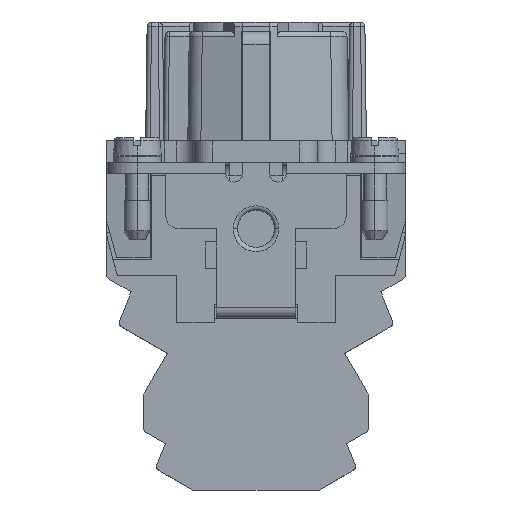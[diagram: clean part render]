
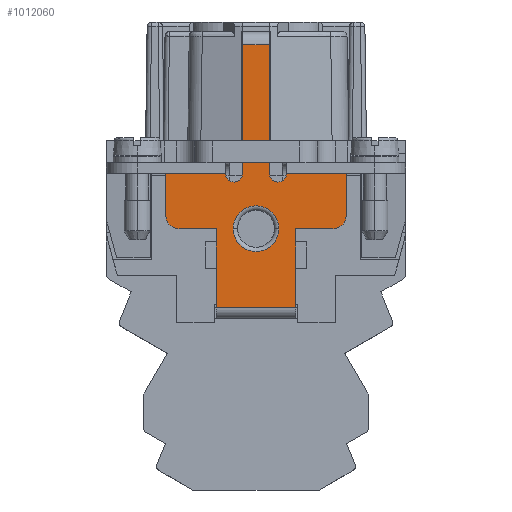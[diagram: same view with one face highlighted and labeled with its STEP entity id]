
A CAD part, left-side view. The second image highlights one B-rep face of the part: STEP entity #1012060.
In plain terms, the highlighted planar face has unit normal (-1, 0, 0).
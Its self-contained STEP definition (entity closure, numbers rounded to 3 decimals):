
#888340=CARTESIAN_POINT('',(7.746,53.084,
6.9));
#888350=VERTEX_POINT('',#888340);
#921040=CARTESIAN_POINT('',(7.746,53.084,
-20.6));
#921050=DIRECTION('',(0.,0.,-1.));
#921060=VECTOR('',#921050,1.);
#921070=LINE('',#921040,#921060);
#921080=CARTESIAN_POINT('',(7.746,53.084,
3.9));
#921090=VERTEX_POINT('',#921080);
#921100=EDGE_CURVE('',#888350,#921090,#921070,.T.);
#925780=CARTESIAN_POINT('',(7.746,45.084,
-3.9));
#925790=VERTEX_POINT('',#925780);
#925820=CARTESIAN_POINT('',(7.746,92.583,
-3.9));
#925830=DIRECTION('',(0.,1.,0.));
#925840=VECTOR('',#925830,1.);
#925850=LINE('',#925820,#925840);
#925860=CARTESIAN_POINT('',(7.746,38.334,
-3.9));
#925870=VERTEX_POINT('',#925860);
#925880=EDGE_CURVE('',#925870,#925790,#925850,.T.);
#930160=CARTESIAN_POINT('',(7.746,58.834,
0.9));
#930170=VERTEX_POINT('',#930160);
#930350=CARTESIAN_POINT('',(7.746,57.334,
2.4));
#930360=VERTEX_POINT('',#930350);
#930390=CARTESIAN_POINT('',(7.746,57.334,
0.9));
#930400=DIRECTION('',(1.,0.,0.));
#930410=DIRECTION('',(0.,1.,0.));
#930420=AXIS2_PLACEMENT_3D('',#930390,#930400,#930410);
#930430=CIRCLE('',#930420,1.5);
#930440=EDGE_CURVE('',#930170,#930360,#930430,.T.);
#936450=CARTESIAN_POINT('',(7.746,44.084,
11.4));
#936460=VERTEX_POINT('',#936450);
#936490=CARTESIAN_POINT('',(7.746,92.583,
11.4));
#936500=DIRECTION('',(0.,-1.,0.));
#936510=VECTOR('',#936500,1.);
#936520=LINE('',#936490,#936510);
#936530=CARTESIAN_POINT('',(7.746,53.084,
11.4));
#936540=VERTEX_POINT('',#936530);
#936550=EDGE_CURVE('',#936540,#936460,#936520,.T.);
#940090=CARTESIAN_POINT('',(7.746,51.184,
2.4));
#940100=VERTEX_POINT('',#940090);
#940270=CARTESIAN_POINT('',(7.746,45.984,
2.4));
#940280=VERTEX_POINT('',#940270);
#940310=CARTESIAN_POINT('',(7.746,48.584,
2.4));
#940320=DIRECTION('',(-1.,0.,0.));
#940330=DIRECTION('',(0.,-1.,0.));
#940340=AXIS2_PLACEMENT_3D('',#940310,#940320,#940330);
#940350=CIRCLE('',#940340,2.6);
#940360=EDGE_CURVE('',#940100,#940280,#940350,.T.);
#944640=CARTESIAN_POINT('',(7.746,44.084,
6.9));
#944650=VERTEX_POINT('',#944640);
#946970=CARTESIAN_POINT('',(7.746,50.084,
-18.5));
#946980=VERTEX_POINT('',#946970);
#947030=CARTESIAN_POINT('',(7.746,92.583,
-18.5));
#947040=DIRECTION('',(0.,-1.,0.));
#947050=VECTOR('',#947040,1.);
#947060=LINE('',#947030,#947050);
#947070=CARTESIAN_POINT('',(7.746,47.084,
-18.5));
#947080=VERTEX_POINT('',#947070);
#947090=EDGE_CURVE('',#946980,#947080,#947060,.T.);
#954500=CARTESIAN_POINT('',(7.746,39.834,
2.4));
#954510=VERTEX_POINT('',#954500);
#954690=CARTESIAN_POINT('',(7.746,38.334,
0.9));
#954700=VERTEX_POINT('',#954690);
#954730=CARTESIAN_POINT('',(7.746,39.834,
0.9));
#954740=DIRECTION('',(1.,0.,0.));
#954750=DIRECTION('',(0.,1.,0.));
#954760=AXIS2_PLACEMENT_3D('',#954730,#954740,#954750);
#954770=CIRCLE('',#954760,1.5);
#954780=EDGE_CURVE('',#954510,#954700,#954770,.T.);
#956660=CARTESIAN_POINT('',(7.746,50.084,
-20.6));
#956670=DIRECTION('',(0.,0.,1.));
#956680=VECTOR('',#956670,1.);
#956690=LINE('',#956660,#956680);
#956700=CARTESIAN_POINT('',(7.746,50.084,
-3.9));
#956710=VERTEX_POINT('',#956700);
#956720=EDGE_CURVE('',#946980,#956710,#956690,.T.);
#960850=CARTESIAN_POINT('',(7.746,52.084,
-3.9));
#960860=VERTEX_POINT('',#960850);
#983580=CARTESIAN_POINT('',(7.746,38.334,
-20.6));
#983590=DIRECTION('',(0.,0.,-1.));
#983600=VECTOR('',#983590,1.);
#983610=LINE('',#983580,#983600);
#983620=EDGE_CURVE('',#954700,#925870,#983610,.T.);
#984200=CARTESIAN_POINT('',(7.746,44.084,
2.4));
#984210=VERTEX_POINT('',#984200);
#984330=CARTESIAN_POINT('',(7.746,92.583,
2.4));
#984340=DIRECTION('',(0.,-1.,0.));
#984350=VECTOR('',#984340,1.);
#984360=LINE('',#984330,#984350);
#984370=EDGE_CURVE('',#984210,#954510,#984360,.T.);
#989390=CARTESIAN_POINT('',(7.746,47.084,
-20.6));
#989400=DIRECTION('',(0.,0.,-1.));
#989410=VECTOR('',#989400,1.);
#989420=LINE('',#989390,#989410);
#989430=CARTESIAN_POINT('',(7.746,47.084,
-3.9));
#989440=VERTEX_POINT('',#989430);
#989450=EDGE_CURVE('',#989440,#947080,#989420,.T.);
#989720=CARTESIAN_POINT('',(7.746,44.084,
3.9));
#989730=VERTEX_POINT('',#989720);
#992650=CARTESIAN_POINT('',(7.746,51.084,
-3.9));
#992660=DIRECTION('',(-1.,0.,0.));
#992670=DIRECTION('',(0.,-1.,0.));
#992680=AXIS2_PLACEMENT_3D('',#992650,#992660,#992670);
#992690=CIRCLE('',#992680,1.);
#992700=EDGE_CURVE('',#956710,#960860,#992690,.T.);
#996750=CARTESIAN_POINT('',(7.746,53.084,
2.4));
#996760=VERTEX_POINT('',#996750);
#996790=CARTESIAN_POINT('',(7.746,92.583,
2.4));
#996800=DIRECTION('',(0.,-1.,0.));
#996810=VECTOR('',#996800,1.);
#996820=LINE('',#996790,#996810);
#996830=EDGE_CURVE('',#930360,#996760,#996820,.T.);
#1004070=CARTESIAN_POINT('',(7.746,58.834,
-3.9));
#1004080=VERTEX_POINT('',#1004070);
#1004110=EDGE_CURVE('',#960860,#1004080,#925850,.T.);
#1006240=CARTESIAN_POINT('',(7.746,44.084,
-20.6));
#1006250=DIRECTION('',(0.,0.,1.));
#1006260=VECTOR('',#1006250,1.);
#1006270=LINE('',#1006240,#1006260);
#1006280=EDGE_CURVE('',#989730,#944650,#1006270,.T.);
#1006970=EDGE_CURVE('',#984210,#989730,#1006270,.T.);
#1009080=EDGE_CURVE('',#944650,#936460,#1006270,.T.);
#1011610=CARTESIAN_POINT('',(7.746,49.577,
7.687));
#1011620=DIRECTION('',(-1.,0.,0.));
#1011630=DIRECTION('',(0.,-1.,0.));
#1011640=AXIS2_PLACEMENT_3D('',#1011610,#1011620,#1011630);
#1011650=PLANE('',#1011640);
#1011660=EDGE_CURVE('',#940280,#940100,#940350,.T.);
#1011670=ORIENTED_EDGE('',*,*,#1011660,.F.);
#1011680=ORIENTED_EDGE('',*,*,#940360,.F.);
#1011690=EDGE_LOOP('',(#1011680,#1011670));
#1011700=FACE_BOUND('',#1011690,.T.);
#1011710=EDGE_CURVE('',#921090,#996760,#921070,.T.);
#1011720=ORIENTED_EDGE('',*,*,#1011710,.T.);
#1011730=ORIENTED_EDGE('',*,*,#921100,.T.);
#1011740=EDGE_CURVE('',#936540,#888350,#921070,.T.);
#1011750=ORIENTED_EDGE('',*,*,#1011740,.T.);
#1011760=ORIENTED_EDGE('',*,*,#936550,.F.);
#1011770=ORIENTED_EDGE('',*,*,#1009080,.T.);
#1011780=ORIENTED_EDGE('',*,*,#1006280,.T.);
#1011790=ORIENTED_EDGE('',*,*,#1006970,.T.);
#1011800=ORIENTED_EDGE('',*,*,#984370,.F.);
#1011810=ORIENTED_EDGE('',*,*,#954780,.F.);
#1011820=ORIENTED_EDGE('',*,*,#983620,.F.);
#1011830=ORIENTED_EDGE('',*,*,#925880,.F.);
#1011840=CARTESIAN_POINT('',(7.746,46.084,
-3.9));
#1011850=DIRECTION('',(-1.,0.,0.));
#1011860=DIRECTION('',(0.,-1.,0.));
#1011870=AXIS2_PLACEMENT_3D('',#1011840,#1011850,#1011860);
#1011880=CIRCLE('',#1011870,1.);
#1011890=EDGE_CURVE('',#925790,#989440,#1011880,.T.);
#1011900=ORIENTED_EDGE('',*,*,#1011890,.F.);
#1011910=ORIENTED_EDGE('',*,*,#989450,.F.);
#1011920=ORIENTED_EDGE('',*,*,#947090,.T.);
#1011930=ORIENTED_EDGE('',*,*,#956720,.F.);
#1011940=ORIENTED_EDGE('',*,*,#992700,.F.);
#1011950=ORIENTED_EDGE('',*,*,#1004110,.F.);
#1011960=CARTESIAN_POINT('',(7.746,58.834,
-20.6));
#1011970=DIRECTION('',(0.,0.,1.));
#1011980=VECTOR('',#1011970,1.);
#1011990=LINE('',#1011960,#1011980);
#1012000=EDGE_CURVE('',#1004080,#930170,#1011990,.T.);
#1012010=ORIENTED_EDGE('',*,*,#1012000,.F.);
#1012020=ORIENTED_EDGE('',*,*,#930440,.F.);
#1012030=ORIENTED_EDGE('',*,*,#996830,.F.);
#1012040=EDGE_LOOP('',(#1012030,#1012020,#1012010,#1011950,#1011940,
#1011930,#1011920,#1011910,#1011900,#1011830,#1011820,#1011810,#1011800,
#1011790,#1011780,#1011770,#1011760,#1011750,#1011730,#1011720));
#1012050=FACE_OUTER_BOUND('',#1012040,.T.);
#1012060=ADVANCED_FACE('F683',(#1011700,#1012050),#1011650,.T.);
